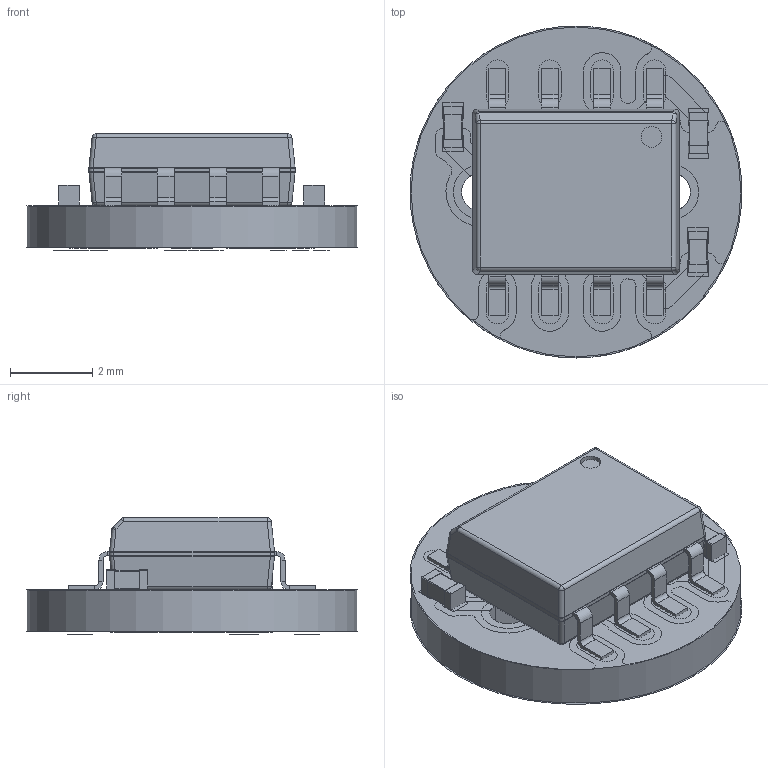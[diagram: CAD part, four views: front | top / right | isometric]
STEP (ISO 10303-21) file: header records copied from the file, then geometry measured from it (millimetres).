
FILE_DESCRIPTION(('FreeCAD Model'),'2;1');
FILE_NAME('Open CASCADE Shape Model','2024-03-07T22:26:43',(''),(''), 'Open CASCADE STEP processor 7.6','FreeCAD','Unknown');
FILE_SCHEMA(('AUTOMOTIVE_DESIGN { 1 0 10303 214 1 1 1 1 }'));
Length unit declared in the file: millimetre
Products named in the file (20): top-encoder; Local_CS_f331; Board_Geoms_f331; Pcb_f331; PCB_Sketch_f331; topPads_f331; topTracks_f331; topZones_f331; botPads_f331; botTracks_f331; botZones_f331; botSilks_b5c2; Step_Models_f331; Top_f331; U2_SOIC127P600X175-8L.step_ae245b0dad3d; Open CASCADE STEP translator 6.8 15.1; Body; Open CASCADE STEP translator 6.8 15.2.1; Leader; C1_C_0402_1005Metric_eb65d3a50980
Assembly tree (28 placements, depth 6):
  top-encoder
    Local_CS_f331
    Board_Geoms_f331
      Pcb_f331
      PCB_Sketch_f331
      topPads_f331
      topTracks_f331
      topZones_f331
      botPads_f331
      botTracks_f331
      botZones_f331
      botSilks_b5c2
    Step_Models_f331
      Top_f331
        U2_SOIC127P600X175-8L.step_ae245b0dad3d
          Open CASCADE STEP translator 6.8 15.1
          Body
            Open CASCADE STEP translator 6.8 15.2.1
          Leader  x8
        C1_C_0402_1005Metric_eb65d3a50980  x3
Bounding box: 8.05 x 8.05 x 2.82 mm (x, y, z)
Volume: 82.1 mm3; surface area: 308.2 mm2
Topology: 13 solids, 58 shells, 386 faces, 2707 edges, 2389 vertices
Faces by surface type: plane 259, cylinder 109, sphere 10, bspline 8
Full cylindrical faces by diameter (mm): 0.5 x1, 8 x1
Entity records: 21600 total; most frequent: CARTESIAN_POINT 5328, DIRECTION 2807, ORIENTED_EDGE 2526, EDGE_CURVE 2244, VERTEX_POINT 2124, LINE 2013, VECTOR 2013, AXIS2_PLACEMENT_3D 397
